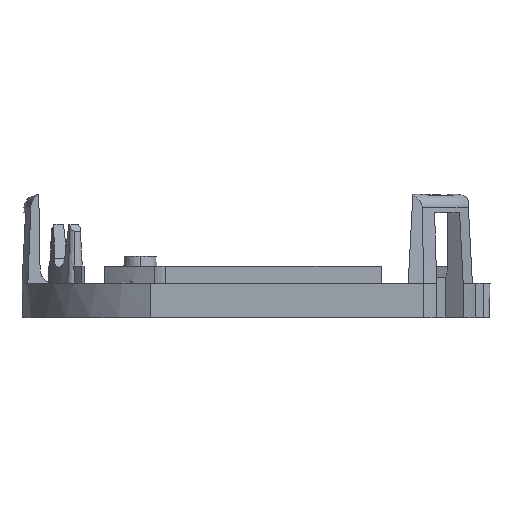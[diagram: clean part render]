
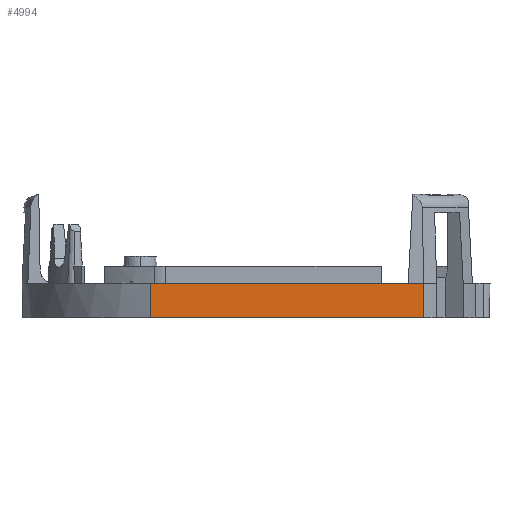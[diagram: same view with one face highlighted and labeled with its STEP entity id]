
A CAD part, left-side view. The second image highlights one B-rep face of the part: STEP entity #4994.
In plain terms, the highlighted planar face has unit normal (-1, 0, -0.018).
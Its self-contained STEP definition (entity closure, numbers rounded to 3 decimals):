
#74=PLANE('',#5529);
#473=B_SPLINE_CURVE_WITH_KNOTS('',3,(#8327,#8328,#8329,#8330),
 .UNSPECIFIED.,.F.,.F.,(4,4),(0.,0.003),.UNSPECIFIED.);
#481=B_SPLINE_CURVE_WITH_KNOTS('',3,(#8462,#8463,#8464,#8465),
 .UNSPECIFIED.,.F.,.F.,(4,4),(0.,0.003),.UNSPECIFIED.);
#652=FACE_OUTER_BOUND('',#906,.T.);
#906=EDGE_LOOP('',(#4014,#4015,#4016,#4017));
#1132=LINE('',#7590,#1454);
#1275=LINE('',#8467,#1597);
#1454=VECTOR('',#6055,19.96);
#1597=VECTOR('',#6726,19.933);
#2194=VERTEX_POINT('',#7587);
#2195=VERTEX_POINT('',#7589);
#2391=VERTEX_POINT('',#8325);
#2416=VERTEX_POINT('',#8456);
#2704=EDGE_CURVE('',#2195,#2194,#1132,.T.);
#3004=EDGE_CURVE('',#2391,#2194,#473,.T.);
#3065=EDGE_CURVE('',#2416,#2195,#481,.T.);
#3066=EDGE_CURVE('',#2416,#2391,#1275,.T.);
#4014=ORIENTED_EDGE('',*,*,#3065,.T.);
#4015=ORIENTED_EDGE('',*,*,#2704,.T.);
#4016=ORIENTED_EDGE('',*,*,#3004,.F.);
#4017=ORIENTED_EDGE('',*,*,#3066,.F.);
#4994=ADVANCED_FACE('',(#652),#74,.T.);
#5529=AXIS2_PLACEMENT_3D('',#8466,#6724,#6725);
#6055=DIRECTION('',(0.,1.,0.));
#6724=DIRECTION('center_axis',(-1.,0.,
-0.017));
#6725=DIRECTION('ref_axis',(0.,-1.,0.));
#6726=DIRECTION('',(0.,1.,0.));
#7587=CARTESIAN_POINT('',(-14.295,5.979,-0.27));
#7589=CARTESIAN_POINT('',(-14.295,-13.981,-0.27));
#7590=CARTESIAN_POINT('',(-14.295,5.98,-0.27));
#8325=CARTESIAN_POINT('',(-14.252,5.97,-2.77));
#8327=CARTESIAN_POINT('Ctrl Pts',(-14.252,5.97,-2.77));
#8328=CARTESIAN_POINT('Ctrl Pts',(-14.266,5.973,-1.937));
#8329=CARTESIAN_POINT('Ctrl Pts',(-14.281,5.976,-1.103));
#8330=CARTESIAN_POINT('Ctrl Pts',(-14.295,5.979,-0.27));
#8456=CARTESIAN_POINT('',(-14.252,-13.963,-2.77));
#8462=CARTESIAN_POINT('Ctrl Pts',(-14.252,-13.963,-2.77));
#8463=CARTESIAN_POINT('Ctrl Pts',(-14.266,-13.969,-1.937));
#8464=CARTESIAN_POINT('Ctrl Pts',(-14.281,-13.975,-1.103));
#8465=CARTESIAN_POINT('Ctrl Pts',(-14.295,-13.981,-0.27));
#8466=CARTESIAN_POINT('Origin',(-14.3,5.98,0.));
#8467=CARTESIAN_POINT('',(-14.252,5.98,-2.77));
